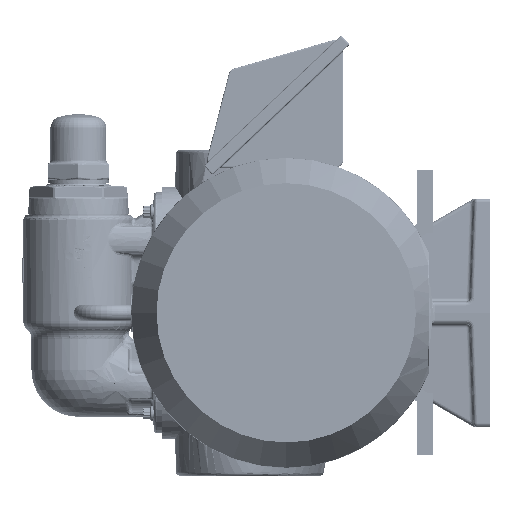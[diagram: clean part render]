
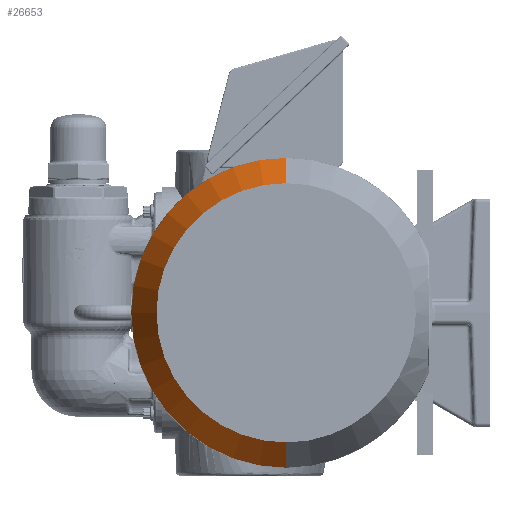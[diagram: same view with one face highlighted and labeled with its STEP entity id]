
A CAD part, left-side view. The second image highlights one B-rep face of the part: STEP entity #26653.
In plain terms, the highlighted conical face has half-angle 28.519 degrees and reference radius 120.65 mm.
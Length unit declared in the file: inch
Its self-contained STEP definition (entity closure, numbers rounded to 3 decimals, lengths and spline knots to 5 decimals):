
#26653 = ADVANCED_FACE ( 'NONE', ( #452417 ), #373792, .T. ) ;
#30135 = CARTESIAN_POINT ( 'NONE',  ( -32.14213, 0., 0. ) ) ;
#42579 = DIRECTION ( 'NONE',  ( 0., 0., -1. ) ) ;
#46224 = AXIS2_PLACEMENT_3D ( 'NONE', #214648, #109631, #288334 ) ;
#76707 = CARTESIAN_POINT ( 'NONE',  ( -33.565, 0., 3.97683 ) ) ;
#81724 = CARTESIAN_POINT ( 'NONE',  ( -32.14213, 0., 0. ) ) ;
#106937 = DIRECTION ( 'NONE',  ( 1., 0., 0. ) ) ;
#109631 = DIRECTION ( 'NONE',  ( 1., 0., 0. ) ) ;
#117839 = DIRECTION ( 'NONE',  ( 1., 0., 0. ) ) ;
#143553 = CARTESIAN_POINT ( 'NONE',  ( -32.14213, 0., 4.75 ) ) ;
#154612 = ORIENTED_EDGE ( 'NONE', *, *, #232051, .T. ) ;
#167141 = VECTOR ( 'NONE', #243192, 39.37008 ) ;
#184197 = AXIS2_PLACEMENT_3D ( 'NONE', #30135, #106937, #210368 ) ;
#192007 = VERTEX_POINT ( 'NONE', #143553 ) ;
#204929 = CARTESIAN_POINT ( 'NONE',  ( -33.565, 0., -3.97683 ) ) ;
#210368 = DIRECTION ( 'NONE',  ( 0., 0., -1. ) ) ;
#211168 = DIRECTION ( 'NONE',  ( 0.879, 0., -0.477 ) ) ;
#214648 = CARTESIAN_POINT ( 'NONE',  ( -33.565, 0., 0. ) ) ;
#220279 = EDGE_CURVE ( 'NONE', #297393, #337622, #359005, .T. ) ;
#220492 = CIRCLE ( 'NONE', #46224, 3.97683 ) ;
#232051 = EDGE_CURVE ( 'NONE', #429484, #192007, #251396, .T. ) ;
#241473 = EDGE_CURVE ( 'NONE', #297393, #429484, #220492, .T. ) ;
#243192 = DIRECTION ( 'NONE',  ( 0.879, 0., 0.477 ) ) ;
#251396 = LINE ( 'NONE', #387399, #167141 ) ;
#270590 = AXIS2_PLACEMENT_3D ( 'NONE', #81724, #117839, #42579 ) ;
#286018 = ORIENTED_EDGE ( 'NONE', *, *, #220279, .F. ) ;
#288334 = DIRECTION ( 'NONE',  ( 0., 0., -1. ) ) ;
#295001 = EDGE_CURVE ( 'NONE', #337622, #192007, #317501, .T. ) ;
#297393 = VERTEX_POINT ( 'NONE', #204929 ) ;
#317501 = CIRCLE ( 'NONE', #184197, 4.75 ) ;
#337622 = VERTEX_POINT ( 'NONE', #460138 ) ;
#349367 = ORIENTED_EDGE ( 'NONE', *, *, #241473, .T. ) ;
#359005 = LINE ( 'NONE', #425994, #403982 ) ;
#373792 = CONICAL_SURFACE ( 'NONE', #270590, 4.75, 0.498 ) ;
#387399 = CARTESIAN_POINT ( 'NONE',  ( -32.14213, 0., 4.75 ) ) ;
#401580 = ORIENTED_EDGE ( 'NONE', *, *, #295001, .F. ) ;
#403982 = VECTOR ( 'NONE', #211168, 39.37008 ) ;
#425994 = CARTESIAN_POINT ( 'NONE',  ( -32.14213, 0., -4.75 ) ) ;
#429484 = VERTEX_POINT ( 'NONE', #76707 ) ;
#452417 = FACE_OUTER_BOUND ( 'NONE', #465698, .T. ) ;
#460138 = CARTESIAN_POINT ( 'NONE',  ( -32.14213, 0., -4.75 ) ) ;
#465698 = EDGE_LOOP ( 'NONE', ( #349367, #154612, #401580, #286018 ) ) ;
